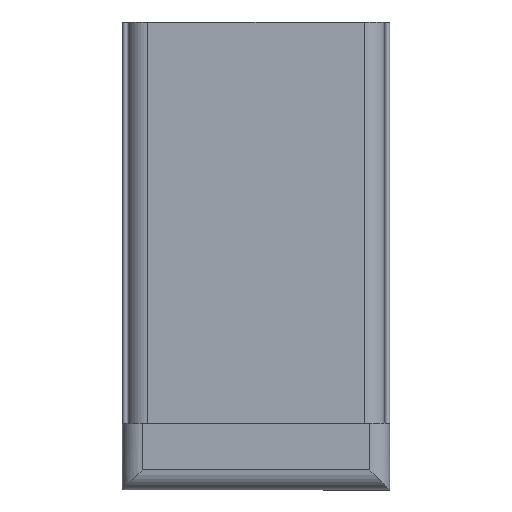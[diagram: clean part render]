
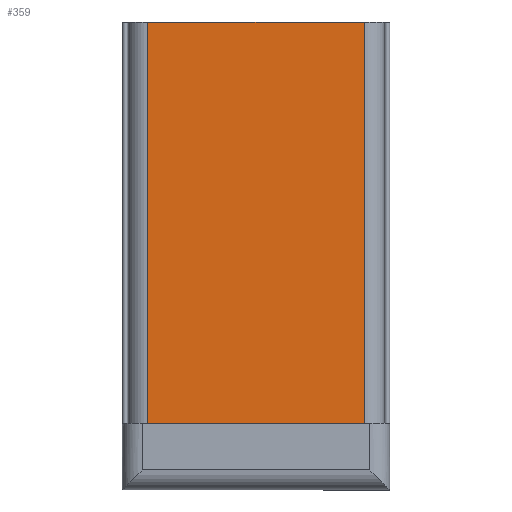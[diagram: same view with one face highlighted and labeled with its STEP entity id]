
A CAD part, top view. The second image highlights one B-rep face of the part: STEP entity #359.
In plain terms, the highlighted face is planar.
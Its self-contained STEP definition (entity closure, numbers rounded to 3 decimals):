
#105 = VERTEX_POINT('',#106);
#106 = CARTESIAN_POINT('',(-8.1,5.35,-17.5));
#113 = EDGE_CURVE('',#105,#114,#116,.T.);
#114 = VERTEX_POINT('',#115);
#115 = CARTESIAN_POINT('',(8.1,5.35,-17.5));
#116 = LINE('',#117,#118);
#117 = CARTESIAN_POINT('',(-8.1,5.35,-17.5));
#118 = VECTOR('',#119,1.);
#119 = DIRECTION('',(1.,0.,0.));
#202 = EDGE_CURVE('',#203,#205,#207,.T.);
#203 = VERTEX_POINT('',#204);
#204 = CARTESIAN_POINT('',(-8.1,5.35,12.5));
#205 = VERTEX_POINT('',#206);
#206 = CARTESIAN_POINT('',(8.1,5.35,12.5));
#207 = LINE('',#208,#209);
#208 = CARTESIAN_POINT('',(-11.914,5.35,12.5));
#209 = VECTOR('',#210,1.);
#210 = DIRECTION('',(1.,0.,0.));
#347 = EDGE_CURVE('',#105,#203,#348,.T.);
#348 = LINE('',#349,#350);
#349 = CARTESIAN_POINT('',(-8.1,5.35,-17.5));
#350 = VECTOR('',#351,1.);
#351 = DIRECTION('',(0.,0.,1.));
#359 = ADVANCED_FACE('',(#360),#371,.T.);
#360 = FACE_BOUND('',#361,.T.);
#361 = EDGE_LOOP('',(#362,#363,#364,#365));
#362 = ORIENTED_EDGE('',*,*,#113,.F.);
#363 = ORIENTED_EDGE('',*,*,#347,.T.);
#364 = ORIENTED_EDGE('',*,*,#202,.T.);
#365 = ORIENTED_EDGE('',*,*,#366,.F.);
#366 = EDGE_CURVE('',#114,#205,#367,.T.);
#367 = LINE('',#368,#369);
#368 = CARTESIAN_POINT('',(8.1,5.35,-17.5));
#369 = VECTOR('',#370,1.);
#370 = DIRECTION('',(0.,0.,1.));
#371 = PLANE('',#372);
#372 = AXIS2_PLACEMENT_3D('',#373,#374,#375);
#373 = CARTESIAN_POINT('',(-8.1,5.35,-17.5));
#374 = DIRECTION('',(0.,1.,0.));
#375 = DIRECTION('',(1.,0.,0.));
